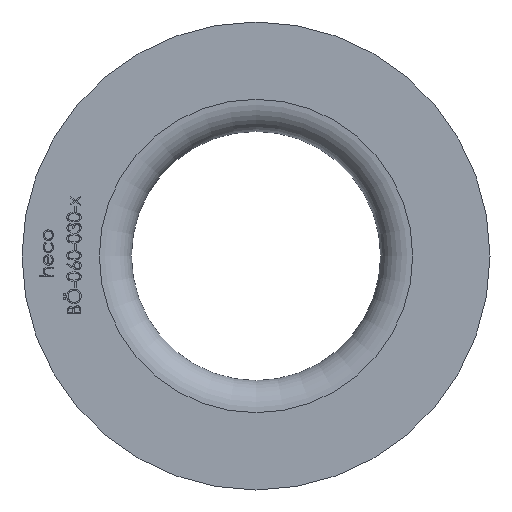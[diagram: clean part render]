
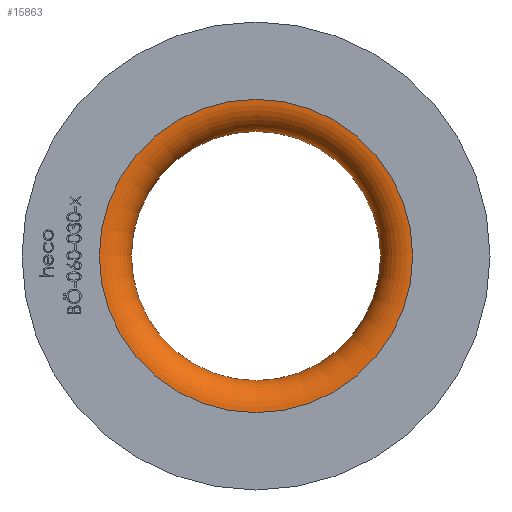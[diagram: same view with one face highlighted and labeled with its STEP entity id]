
A CAD part, left-side view. The second image highlights one B-rep face of the part: STEP entity #15863.
In plain terms, the highlighted toroidal (fillet/blend) face has major radius 34.15 mm and minor radius 7 mm.
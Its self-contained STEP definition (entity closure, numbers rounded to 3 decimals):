
#854 = EDGE_LOOP ( 'NONE', ( #15550 ) ) ;
#2041 = EDGE_LOOP ( 'NONE', ( #15355 ) ) ;
#2506 = CARTESIAN_POINT ( 'NONE',  ( 7., 0., 27.15 ) ) ;
#2855 = CARTESIAN_POINT ( 'NONE',  ( 0., 0., 0. ) ) ;
#3075 = DIRECTION ( 'NONE',  ( -1., 0., 0. ) ) ;
#3109 = DIRECTION ( 'NONE',  ( -1., 0., 0. ) ) ;
#4342 = DIRECTION ( 'NONE',  ( 0., 0., 1. ) ) ;
#5159 = VERTEX_POINT ( 'NONE', #2506 ) ;
#5576 = AXIS2_PLACEMENT_3D ( 'NONE', #12991, #6549, #8090 ) ;
#6549 = DIRECTION ( 'NONE',  ( -1., 0., 0. ) ) ;
#7923 = TOROIDAL_SURFACE ( 'NONE', #5576, 34.15, 7. ) ;
#8090 = DIRECTION ( 'NONE',  ( 0., 0., 1. ) ) ;
#8992 = FACE_OUTER_BOUND ( 'NONE', #854, .T. ) ;
#9475 = CIRCLE ( 'NONE', #14426, 34.15 ) ;
#10825 = CIRCLE ( 'NONE', #13949, 27.15 ) ;
#10973 = EDGE_CURVE ( 'NONE', #5159, #5159, #10825, .T. ) ;
#11607 = FACE_OUTER_BOUND ( 'NONE', #2041, .T. ) ;
#11997 = CARTESIAN_POINT ( 'NONE',  ( 7., 0., 0. ) ) ;
#12991 = CARTESIAN_POINT ( 'NONE',  ( 7., 0., 0. ) ) ;
#13949 = AXIS2_PLACEMENT_3D ( 'NONE', #11997, #3075, #15738 ) ;
#14426 = AXIS2_PLACEMENT_3D ( 'NONE', #2855, #3109, #4342 ) ;
#14861 = VERTEX_POINT ( 'NONE', #16170 ) ;
#15355 = ORIENTED_EDGE ( 'NONE', *, *, #15533, .T. ) ;
#15533 = EDGE_CURVE ( 'NONE', #14861, #14861, #9475, .T. ) ;
#15550 = ORIENTED_EDGE ( 'NONE', *, *, #10973, .F. ) ;
#15738 = DIRECTION ( 'NONE',  ( 0., 0., 1. ) ) ;
#15863 = ADVANCED_FACE ( 'NONE', ( #8992, #11607 ), #7923, .T. ) ;
#16170 = CARTESIAN_POINT ( 'NONE',  ( 0., 0., 34.15 ) ) ;
